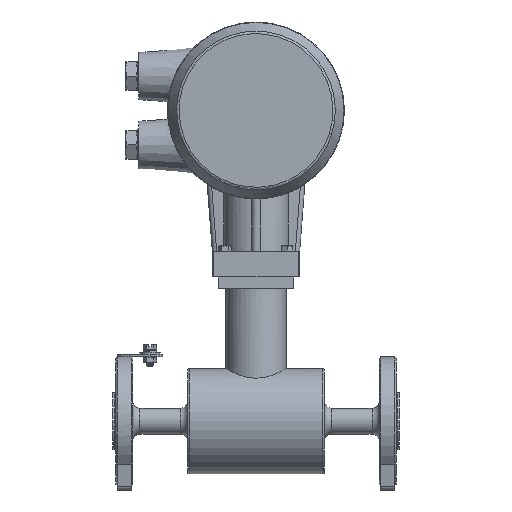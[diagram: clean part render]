
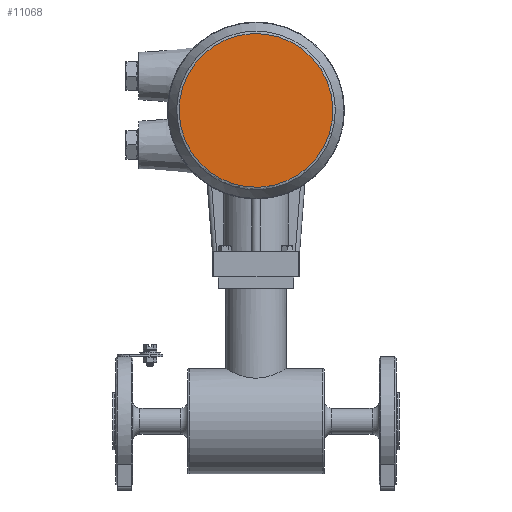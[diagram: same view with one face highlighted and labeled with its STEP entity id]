
A CAD part, left-side view. The second image highlights one B-rep face of the part: STEP entity #11068.
In plain terms, the highlighted face is planar.
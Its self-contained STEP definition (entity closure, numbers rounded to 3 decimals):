
#3381=FACE_OUTER_BOUND('',#4107,.T.);
#4107=EDGE_LOOP('',(#10194));
#4441=CIRCLE('',#11887,53.667);
#5460=VERTEX_POINT('',#38607);
#7040=EDGE_CURVE('',#5460,#5460,#4441,.T.);
#10194=ORIENTED_EDGE('',*,*,#7040,.F.);
#10444=PLANE('',#11888);
#11068=ADVANCED_FACE('',(#3381),#10444,.F.);
#11887=AXIS2_PLACEMENT_3D('',#38609,#14077,#14078);
#11888=AXIS2_PLACEMENT_3D('',#38610,#14079,#14080);
#14077=DIRECTION('center_axis',(-1.,0.,0.));
#14078=DIRECTION('ref_axis',(0.,-1.,0.));
#14079=DIRECTION('center_axis',(-1.,0.,0.));
#14080=DIRECTION('ref_axis',(0.,1.,0.));
#38607=CARTESIAN_POINT('',(206.,45.07,29.136));
#38609=CARTESIAN_POINT('Origin',(206.,0.,0.));
#38610=CARTESIAN_POINT('Origin',(206.,0.,0.));
